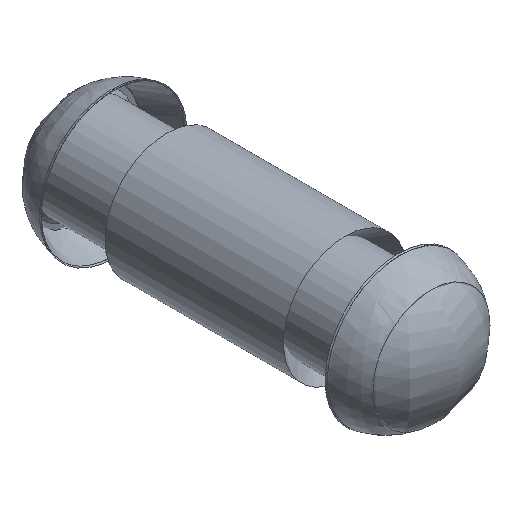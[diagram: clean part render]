
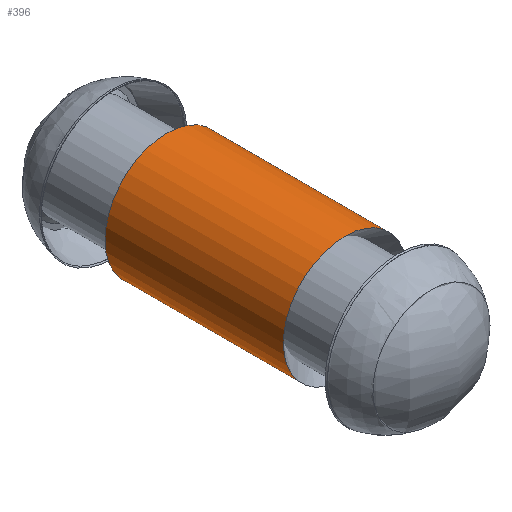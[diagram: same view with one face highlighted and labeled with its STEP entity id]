
A CAD part, isometric view. The second image highlights one B-rep face of the part: STEP entity #396.
In plain terms, the highlighted cylindrical face has radius 11.906 mm (diameter 23.812 mm), a full revolution.
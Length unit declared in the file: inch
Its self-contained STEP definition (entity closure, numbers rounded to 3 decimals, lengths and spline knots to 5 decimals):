
#39 = CARTESIAN_POINT ( 'NONE',  ( 0., 1.66025, 0. ) ) ;
#83 = DIRECTION ( 'NONE',  ( 0., 0., -1. ) ) ;
#90 = CARTESIAN_POINT ( 'NONE',  ( 0., 0.30825, 0. ) ) ;
#112 = EDGE_CURVE ( 'NONE', #291, #291, #480, .T. ) ;
#137 = FACE_OUTER_BOUND ( 'NONE', #531, .T. ) ;
#138 = ORIENTED_EDGE ( 'NONE', *, *, #160, .F. ) ;
#160 = EDGE_CURVE ( 'NONE', #199, #199, #272, .T. ) ;
#164 = EDGE_LOOP ( 'NONE', ( #138 ) ) ;
#171 = DIRECTION ( 'NONE',  ( 0., -1., 0. ) ) ;
#199 = VERTEX_POINT ( 'NONE', #515 ) ;
#272 = CIRCLE ( 'NONE', #401, 0.46875 ) ;
#273 = FACE_OUTER_BOUND ( 'NONE', #164, .T. ) ;
#291 = VERTEX_POINT ( 'NONE', #325 ) ;
#315 = CYLINDRICAL_SURFACE ( 'NONE', #440, 0.46875 ) ;
#325 = CARTESIAN_POINT ( 'NONE',  ( 0., 0.30825, -0.46875 ) ) ;
#341 = ORIENTED_EDGE ( 'NONE', *, *, #112, .F. ) ;
#355 = AXIS2_PLACEMENT_3D ( 'NONE', #90, #171, #535 ) ;
#359 = DIRECTION ( 'NONE',  ( 0., 1., 0. ) ) ;
#396 = ADVANCED_FACE ( 'NONE', ( #137, #273 ), #315, .T. ) ;
#401 = AXIS2_PLACEMENT_3D ( 'NONE', #39, #359, #83 ) ;
#440 = AXIS2_PLACEMENT_3D ( 'NONE', #549, #538, #500 ) ;
#480 = CIRCLE ( 'NONE', #355, 0.46875 ) ;
#500 = DIRECTION ( 'NONE',  ( 0., 0., -1. ) ) ;
#515 = CARTESIAN_POINT ( 'NONE',  ( 0., 1.66025, -0.46875 ) ) ;
#531 = EDGE_LOOP ( 'NONE', ( #341 ) ) ;
#535 = DIRECTION ( 'NONE',  ( 0., 0., -1. ) ) ;
#538 = DIRECTION ( 'NONE',  ( 0., -1., 0. ) ) ;
#549 = CARTESIAN_POINT ( 'NONE',  ( 0., -2.3622, 0. ) ) ;
